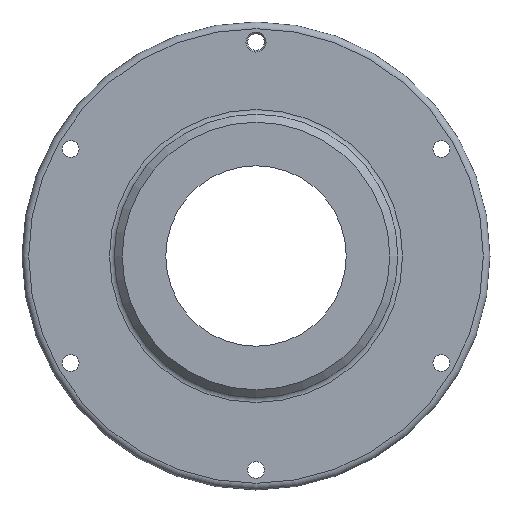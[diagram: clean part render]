
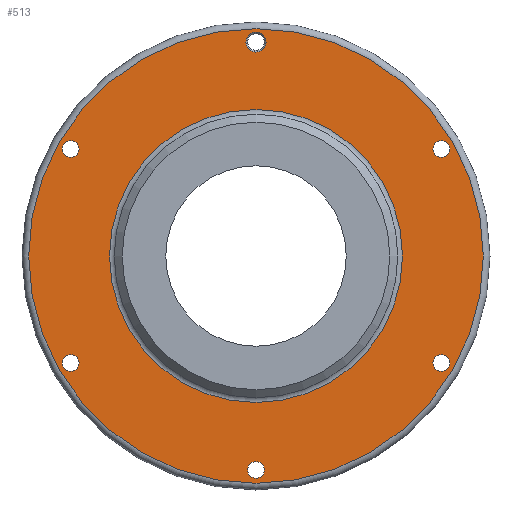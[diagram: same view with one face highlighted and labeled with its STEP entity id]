
A CAD part, front view. The second image highlights one B-rep face of the part: STEP entity #513.
In plain terms, the highlighted planar face has unit normal (0, -1, 0).
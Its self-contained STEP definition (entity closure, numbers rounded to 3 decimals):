
#79=FACE_BOUND('',#145,.T.);
#80=FACE_BOUND('',#146,.T.);
#81=FACE_BOUND('',#147,.T.);
#82=FACE_BOUND('',#148,.T.);
#83=FACE_BOUND('',#149,.T.);
#84=FACE_BOUND('',#150,.T.);
#85=FACE_BOUND('',#151,.T.);
#96=PLANE('',#580);
#114=FACE_OUTER_BOUND('',#144,.T.);
#144=EDGE_LOOP('',(#400));
#145=EDGE_LOOP('',(#401));
#146=EDGE_LOOP('',(#402));
#147=EDGE_LOOP('',(#403));
#148=EDGE_LOOP('',(#404));
#149=EDGE_LOOP('',(#405));
#150=EDGE_LOOP('',(#406));
#151=EDGE_LOOP('',(#407));
#220=CIRCLE('',#560,2.5);
#222=CIRCLE('',#563,2.5);
#224=CIRCLE('',#566,2.5);
#226=CIRCLE('',#569,2.5);
#228=CIRCLE('',#572,2.5);
#230=CIRCLE('',#575,3.);
#234=CIRCLE('',#581,68.);
#235=CIRCLE('',#582,43.828);
#271=VERTEX_POINT('',#824);
#273=VERTEX_POINT('',#830);
#275=VERTEX_POINT('',#836);
#277=VERTEX_POINT('',#842);
#279=VERTEX_POINT('',#848);
#281=VERTEX_POINT('',#854);
#285=VERTEX_POINT('',#866);
#286=VERTEX_POINT('',#868);
#308=EDGE_CURVE('',#271,#271,#220,.T.);
#311=EDGE_CURVE('',#273,#273,#222,.T.);
#314=EDGE_CURVE('',#275,#275,#224,.T.);
#317=EDGE_CURVE('',#277,#277,#226,.T.);
#320=EDGE_CURVE('',#279,#279,#228,.T.);
#323=EDGE_CURVE('',#281,#281,#230,.T.);
#329=EDGE_CURVE('',#285,#285,#234,.T.);
#330=EDGE_CURVE('',#286,#286,#235,.T.);
#400=ORIENTED_EDGE('',*,*,#329,.T.);
#401=ORIENTED_EDGE('',*,*,#308,.T.);
#402=ORIENTED_EDGE('',*,*,#311,.T.);
#403=ORIENTED_EDGE('',*,*,#314,.T.);
#404=ORIENTED_EDGE('',*,*,#317,.T.);
#405=ORIENTED_EDGE('',*,*,#320,.T.);
#406=ORIENTED_EDGE('',*,*,#330,.F.);
#407=ORIENTED_EDGE('',*,*,#323,.F.);
#513=ADVANCED_FACE('',(#114,#79,#80,#81,#82,#83,#84,#85),#96,.T.);
#560=AXIS2_PLACEMENT_3D('',#825,#644,#645);
#563=AXIS2_PLACEMENT_3D('',#831,#651,#652);
#566=AXIS2_PLACEMENT_3D('',#837,#658,#659);
#569=AXIS2_PLACEMENT_3D('',#843,#665,#666);
#572=AXIS2_PLACEMENT_3D('',#849,#672,#673);
#575=AXIS2_PLACEMENT_3D('',#855,#679,#680);
#580=AXIS2_PLACEMENT_3D('',#865,#691,#692);
#581=AXIS2_PLACEMENT_3D('',#867,#693,#694);
#582=AXIS2_PLACEMENT_3D('',#869,#695,#696);
#644=DIRECTION('center_axis',(0.,1.,0.));
#645=DIRECTION('ref_axis',(0.5,0.,-0.866));
#651=DIRECTION('center_axis',(0.,1.,0.));
#652=DIRECTION('ref_axis',(-0.5,0.,-0.866));
#658=DIRECTION('center_axis',(0.,1.,0.));
#659=DIRECTION('ref_axis',(-1.,0.,0.));
#665=DIRECTION('center_axis',(0.,1.,0.));
#666=DIRECTION('ref_axis',(-0.5,0.,0.866));
#672=DIRECTION('center_axis',(0.,1.,0.));
#673=DIRECTION('ref_axis',(0.5,0.,0.866));
#679=DIRECTION('center_axis',(0.,-1.,0.));
#680=DIRECTION('ref_axis',(-1.,0.,0.));
#691=DIRECTION('center_axis',(0.,-1.,0.));
#692=DIRECTION('ref_axis',(0.,0.,-1.));
#693=DIRECTION('center_axis',(0.,-1.,0.));
#694=DIRECTION('ref_axis',(1.,0.,0.));
#695=DIRECTION('center_axis',(0.,-1.,0.));
#696=DIRECTION('ref_axis',(1.,0.,0.));
#824=CARTESIAN_POINT('',(54.176,3.,61.165));
#825=CARTESIAN_POINT('Origin',(55.426,3.,59.));
#830=CARTESIAN_POINT('',(56.676,3.,-2.835));
#831=CARTESIAN_POINT('Origin',(55.426,3.,-5.));
#836=CARTESIAN_POINT('',(2.5,3.,-37.));
#837=CARTESIAN_POINT('Origin',(0.,3.,-37.));
#842=CARTESIAN_POINT('',(-54.176,3.,-7.165));
#843=CARTESIAN_POINT('Origin',(-55.426,3.,-5.));
#848=CARTESIAN_POINT('',(-56.676,3.,56.835));
#849=CARTESIAN_POINT('Origin',(-55.426,3.,59.));
#854=CARTESIAN_POINT('',(3.,3.,91.));
#855=CARTESIAN_POINT('Origin',(0.,3.,91.));
#865=CARTESIAN_POINT('Origin',(0.,3.,-16.828));
#866=CARTESIAN_POINT('',(0.,3.,95.));
#867=CARTESIAN_POINT('Origin',(0.,3.,27.));
#868=CARTESIAN_POINT('',(0.,3.,70.828));
#869=CARTESIAN_POINT('Origin',(0.,3.,27.));
